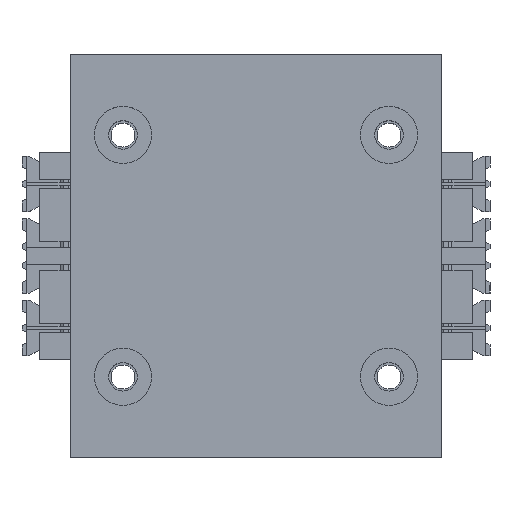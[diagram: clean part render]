
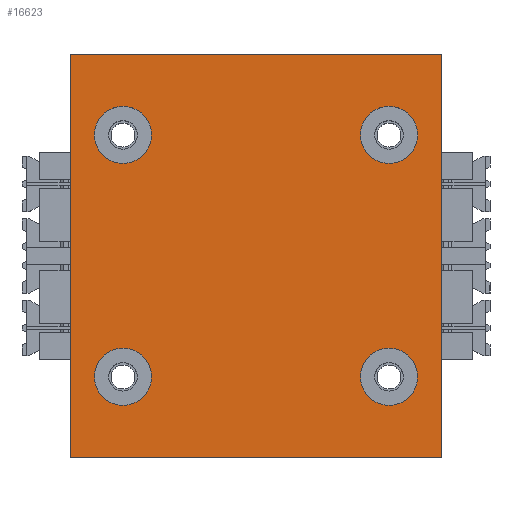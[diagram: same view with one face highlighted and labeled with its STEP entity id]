
A CAD part, top view. The second image highlights one B-rep face of the part: STEP entity #16623.
In plain terms, the highlighted planar face has unit normal (0, 0, 1).
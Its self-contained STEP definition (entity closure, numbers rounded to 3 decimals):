
#103 = DIRECTION ( 'NONE',  ( 0., 0., 1. ) ) ;
#178 = EDGE_LOOP ( 'NONE', ( #19340, #9714 ) ) ;
#552 = CIRCLE ( 'NONE', #19589, 3. ) ;
#589 = DIRECTION ( 'NONE',  ( 0., 0., -1. ) ) ;
#639 = VERTEX_POINT ( 'NONE', #9832 ) ;
#728 = DIRECTION ( 'NONE',  ( 0., 0., 1. ) ) ;
#782 = EDGE_CURVE ( 'NONE', #5377, #17139, #27354, .T. ) ;
#843 = VERTEX_POINT ( 'NONE', #16118 ) ;
#2226 = CIRCLE ( 'NONE', #6564, 3. ) ;
#2676 = DIRECTION ( 'NONE',  ( 1., 0., 0. ) ) ;
#2917 = CARTESIAN_POINT ( 'NONE',  ( 13.97, -12.7, 16.5 ) ) ;
#3136 = FACE_OUTER_BOUND ( 'NONE', #7207, .T. ) ;
#3669 = AXIS2_PLACEMENT_3D ( 'NONE', #2917, #13300, #23688 ) ;
#3769 = CARTESIAN_POINT ( 'NONE',  ( 16.97, -12.7, 16.5 ) ) ;
#4261 = VECTOR ( 'NONE', #26316, 1000. ) ;
#4362 = CIRCLE ( 'NONE', #23401, 3. ) ;
#4424 = LINE ( 'NONE', #14821, #23409 ) ;
#4507 = DIRECTION ( 'NONE',  ( 1., 0., 0. ) ) ;
#5377 = VERTEX_POINT ( 'NONE', #31743 ) ;
#5405 = CARTESIAN_POINT ( 'NONE',  ( 13.97, -12.7, 16.5 ) ) ;
#5541 = LINE ( 'NONE', #15938, #4261 ) ;
#5674 = FACE_BOUND ( 'NONE', #6266, .T. ) ;
#6266 = EDGE_LOOP ( 'NONE', ( #24592, #27927 ) ) ;
#6502 = VERTEX_POINT ( 'NONE', #28419 ) ;
#6533 = AXIS2_PLACEMENT_3D ( 'NONE', #23906, #589, #10957 ) ;
#6555 = LINE ( 'NONE', #16950, #31325 ) ;
#6564 = AXIS2_PLACEMENT_3D ( 'NONE', #5405, #15810, #26186 ) ;
#7174 = CARTESIAN_POINT ( 'NONE',  ( 19.48, -21.165, 16.5 ) ) ;
#7207 = EDGE_LOOP ( 'NONE', ( #32752, #25123, #23945, #22165 ) ) ;
#8741 = EDGE_CURVE ( 'NONE', #32388, #639, #4424, .T. ) ;
#8808 = ORIENTED_EDGE ( 'NONE', *, *, #22486, .F. ) ;
#8974 = DIRECTION ( 'NONE',  ( 0., 0., 1. ) ) ;
#9031 = AXIS2_PLACEMENT_3D ( 'NONE', #17462, #27849, #4507 ) ;
#9701 = EDGE_CURVE ( 'NONE', #18457, #6502, #18369, .T. ) ;
#9714 = ORIENTED_EDGE ( 'NONE', *, *, #28210, .F. ) ;
#9832 = CARTESIAN_POINT ( 'NONE',  ( -19.48, 21.165, 16.5 ) ) ;
#9917 = VERTEX_POINT ( 'NONE', #25036 ) ;
#10378 = CARTESIAN_POINT ( 'NONE',  ( -13.97, 12.7, 16.5 ) ) ;
#10471 = DIRECTION ( 'NONE',  ( 1., 0., 0. ) ) ;
#10957 = DIRECTION ( 'NONE',  ( -1., 0., 0. ) ) ;
#11078 = CARTESIAN_POINT ( 'NONE',  ( -10.97, 12.7, 16.5 ) ) ;
#11095 = DIRECTION ( 'NONE',  ( 1., 0., 0. ) ) ;
#11273 = EDGE_CURVE ( 'NONE', #17139, #5377, #4362, .T. ) ;
#11850 = EDGE_CURVE ( 'NONE', #6502, #18457, #2226, .T. ) ;
#12088 = CIRCLE ( 'NONE', #31107, 3. ) ;
#12418 = AXIS2_PLACEMENT_3D ( 'NONE', #32317, #8974, #19372 ) ;
#12472 = EDGE_CURVE ( 'NONE', #9917, #32388, #30520, .T. ) ;
#12682 = AXIS2_PLACEMENT_3D ( 'NONE', #15622, #26001, #2676 ) ;
#13040 = VERTEX_POINT ( 'NONE', #18196 ) ;
#13300 = DIRECTION ( 'NONE',  ( 0., 0., 1. ) ) ;
#13520 = PLANE ( 'NONE',  #6533 ) ;
#14821 = CARTESIAN_POINT ( 'NONE',  ( -19.48, 21.165, 16.5 ) ) ;
#14922 = EDGE_CURVE ( 'NONE', #21417, #9917, #6555, .T. ) ;
#14987 = EDGE_CURVE ( 'NONE', #13040, #28125, #23728, .T. ) ;
#15431 = CARTESIAN_POINT ( 'NONE',  ( -10.97, -12.7, 16.5 ) ) ;
#15622 = CARTESIAN_POINT ( 'NONE',  ( -13.97, 12.7, 16.5 ) ) ;
#15810 = DIRECTION ( 'NONE',  ( 0., 0., 1. ) ) ;
#15938 = CARTESIAN_POINT ( 'NONE',  ( -19.48, -21.165, 16.5 ) ) ;
#16076 = ORIENTED_EDGE ( 'NONE', *, *, #9701, .F. ) ;
#16077 = FACE_BOUND ( 'NONE', #32721, .T. ) ;
#16118 = CARTESIAN_POINT ( 'NONE',  ( 16.97, 12.7, 16.5 ) ) ;
#16623 = ADVANCED_FACE ( 'NONE', ( #29014, #5674, #16077, #26461, #3136 ), #13520, .F. ) ;
#16950 = CARTESIAN_POINT ( 'NONE',  ( -19.48, -21.165, 16.5 ) ) ;
#17139 = VERTEX_POINT ( 'NONE', #11078 ) ;
#17462 = CARTESIAN_POINT ( 'NONE',  ( -13.97, -12.7, 16.5 ) ) ;
#17575 = DIRECTION ( 'NONE',  ( 0., 1., 0. ) ) ;
#17653 = CARTESIAN_POINT ( 'NONE',  ( -19.48, -21.165, 16.5 ) ) ;
#17942 = CARTESIAN_POINT ( 'NONE',  ( 10.97, 12.7, 16.5 ) ) ;
#18196 = CARTESIAN_POINT ( 'NONE',  ( -16.97, -12.7, 16.5 ) ) ;
#18369 = CIRCLE ( 'NONE', #3669, 3. ) ;
#18457 = VERTEX_POINT ( 'NONE', #3769 ) ;
#19340 = ORIENTED_EDGE ( 'NONE', *, *, #32101, .F. ) ;
#19372 = DIRECTION ( 'NONE',  ( 1., 0., 0. ) ) ;
#19589 = AXIS2_PLACEMENT_3D ( 'NONE', #23414, #103, #10471 ) ;
#19652 = CARTESIAN_POINT ( 'NONE',  ( 19.48, 21.165, 16.5 ) ) ;
#20766 = DIRECTION ( 'NONE',  ( 0., 0., 1. ) ) ;
#21417 = VERTEX_POINT ( 'NONE', #17653 ) ;
#21434 = VECTOR ( 'NONE', #17575, 1000. ) ;
#22165 = ORIENTED_EDGE ( 'NONE', *, *, #8741, .T. ) ;
#22486 = EDGE_CURVE ( 'NONE', #28125, #13040, #27091, .T. ) ;
#23401 = AXIS2_PLACEMENT_3D ( 'NONE', #10378, #20766, #31145 ) ;
#23409 = VECTOR ( 'NONE', #25199, 1000. ) ;
#23414 = CARTESIAN_POINT ( 'NONE',  ( 13.97, 12.7, 16.5 ) ) ;
#23688 = DIRECTION ( 'NONE',  ( 1., 0., 0. ) ) ;
#23728 = CIRCLE ( 'NONE', #9031, 3. ) ;
#23906 = CARTESIAN_POINT ( 'NONE',  ( 0., 0., 16.5 ) ) ;
#23945 = ORIENTED_EDGE ( 'NONE', *, *, #12472, .T. ) ;
#24047 = CARTESIAN_POINT ( 'NONE',  ( 13.97, 12.7, 16.5 ) ) ;
#24592 = ORIENTED_EDGE ( 'NONE', *, *, #11273, .F. ) ;
#25036 = CARTESIAN_POINT ( 'NONE',  ( 19.48, -21.165, 16.5 ) ) ;
#25123 = ORIENTED_EDGE ( 'NONE', *, *, #14922, .T. ) ;
#25199 = DIRECTION ( 'NONE',  ( -1., 0., 0. ) ) ;
#25834 = EDGE_LOOP ( 'NONE', ( #16076, #31435 ) ) ;
#26001 = DIRECTION ( 'NONE',  ( 0., 0., 1. ) ) ;
#26081 = ORIENTED_EDGE ( 'NONE', *, *, #14987, .F. ) ;
#26186 = DIRECTION ( 'NONE',  ( 1., 0., 0. ) ) ;
#26316 = DIRECTION ( 'NONE',  ( 0., -1., 0. ) ) ;
#26461 = FACE_BOUND ( 'NONE', #25834, .T. ) ;
#27091 = CIRCLE ( 'NONE', #12418, 3. ) ;
#27334 = DIRECTION ( 'NONE',  ( 1., 0., 0. ) ) ;
#27354 = CIRCLE ( 'NONE', #12682, 3. ) ;
#27849 = DIRECTION ( 'NONE',  ( 0., 0., 1. ) ) ;
#27927 = ORIENTED_EDGE ( 'NONE', *, *, #782, .F. ) ;
#28125 = VERTEX_POINT ( 'NONE', #15431 ) ;
#28210 = EDGE_CURVE ( 'NONE', #32474, #843, #12088, .T. ) ;
#28419 = CARTESIAN_POINT ( 'NONE',  ( 10.97, -12.7, 16.5 ) ) ;
#29014 = FACE_BOUND ( 'NONE', #178, .T. ) ;
#30520 = LINE ( 'NONE', #7174, #21434 ) ;
#30687 = EDGE_CURVE ( 'NONE', #639, #21417, #5541, .T. ) ;
#31107 = AXIS2_PLACEMENT_3D ( 'NONE', #24047, #728, #11095 ) ;
#31145 = DIRECTION ( 'NONE',  ( 1., 0., 0. ) ) ;
#31325 = VECTOR ( 'NONE', #27334, 1000. ) ;
#31435 = ORIENTED_EDGE ( 'NONE', *, *, #11850, .F. ) ;
#31743 = CARTESIAN_POINT ( 'NONE',  ( -16.97, 12.7, 16.5 ) ) ;
#32101 = EDGE_CURVE ( 'NONE', #843, #32474, #552, .T. ) ;
#32317 = CARTESIAN_POINT ( 'NONE',  ( -13.97, -12.7, 16.5 ) ) ;
#32388 = VERTEX_POINT ( 'NONE', #19652 ) ;
#32474 = VERTEX_POINT ( 'NONE', #17942 ) ;
#32721 = EDGE_LOOP ( 'NONE', ( #8808, #26081 ) ) ;
#32752 = ORIENTED_EDGE ( 'NONE', *, *, #30687, .T. ) ;
